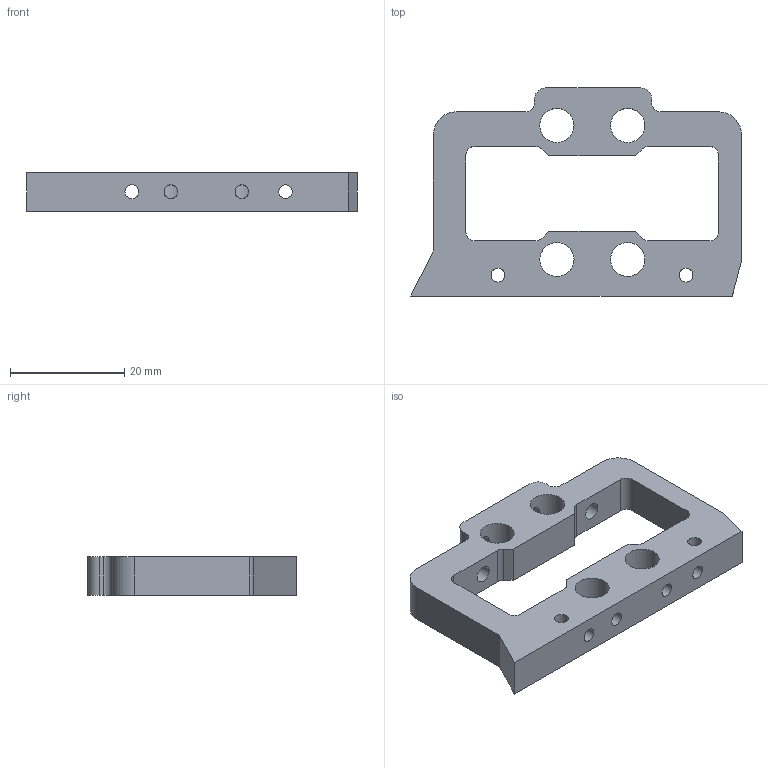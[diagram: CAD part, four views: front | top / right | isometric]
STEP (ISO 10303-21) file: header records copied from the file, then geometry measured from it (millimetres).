
FILE_DESCRIPTION(('FreeCAD Model'),'2;1');
FILE_NAME('top_rod_mount_v0.1.step', '2018-07-31T15:34:19',('Author'),(''), 'Open CASCADE STEP processor 6.9','FreeCAD','Unknown');
FILE_SCHEMA(('AUTOMOTIVE_DESIGN_CC2 { 1 2 10303 214 -1 1 5 4 }'));
Length unit declared in the file: millimetre
Products named in the file (1): Fillet002
Bounding box: 58 x 36.48 x 6.75 mm (x, y, z)
Volume: 6709.8 mm3; surface area: 5066.8 mm2
Topology: 1 solids, 1 shells, 57 faces, 159 edges, 106 vertices
Faces by surface type: cylinder 31, plane 26
Full cylindrical faces by diameter (mm): 2.4 x10, 3 x2, 6 x4
Entity records: 5157 total; most frequent: CARTESIAN_POINT 1901, DIRECTION 613, LINE 349, VECTOR 349, ORIENTED_EDGE 318, PCURVE 318, DEFINITIONAL_REPRESENTATION 318, EDGE_CURVE 159
